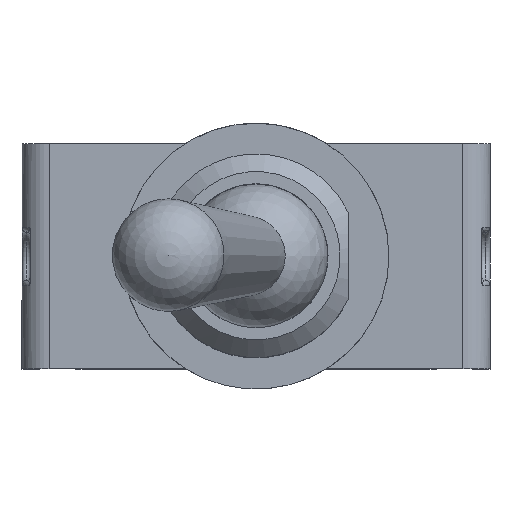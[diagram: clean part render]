
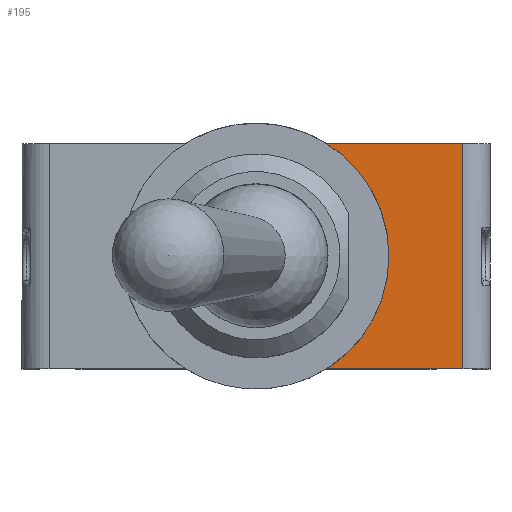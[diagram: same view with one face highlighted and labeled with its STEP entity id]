
A CAD part, top view. The second image highlights one B-rep face of the part: STEP entity #195.
In plain terms, the highlighted planar face has unit normal (0, 0, 1).
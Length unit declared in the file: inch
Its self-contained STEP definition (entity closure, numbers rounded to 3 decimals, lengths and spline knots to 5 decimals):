
#155=CARTESIAN_POINT('',(0.18991,0.11,0.30433));
#156=DIRECTION('',(0.0,0.0,1.0));
#157=DIRECTION('',(1.0,0.0,0.0));
#158=AXIS2_PLACEMENT_3D('',#155,#156,#157);
#159=PLANE('',#158);
#160=CARTESIAN_POINT('',(0.06285,0.1,0.30433));
#161=VERTEX_POINT('',#160);
#162=CARTESIAN_POINT('',(0.06285,-0.1,0.30433));
#163=VERTEX_POINT('',#162);
#164=CARTESIAN_POINT('',(0.,0.0,0.30433));
#165=DIRECTION('',(0.0,0.0,-1.0));
#166=DIRECTION('',(-1.0,0.0,0.0));
#167=AXIS2_PLACEMENT_3D('',#164,#165,#166);
#168=CIRCLE('',#167,0.11811);
#169=EDGE_CURVE('',#161,#163,#168,.T.);
#170=ORIENTED_EDGE('',*,*,#169,.T.);
#171=CARTESIAN_POINT('',(0.18386,-0.1,0.30433));
#172=VERTEX_POINT('',#171);
#173=CARTESIAN_POINT('',(0.18386,-0.1,0.30433));
#174=DIRECTION('',(-1.0,0.0,0.0));
#175=VECTOR('',#174,0.12101);
#176=LINE('',#173,#175);
#177=EDGE_CURVE('',#172,#163,#176,.T.);
#178=ORIENTED_EDGE('',*,*,#177,.F.);
#179=CARTESIAN_POINT('',(0.18386,0.1,0.30433));
#180=VERTEX_POINT('',#179);
#181=CARTESIAN_POINT('',(0.18386,0.1,0.30433));
#182=DIRECTION('',(0.0,-1.0,0.0));
#183=VECTOR('',#182,0.2);
#184=LINE('',#181,#183);
#185=EDGE_CURVE('',#180,#172,#184,.T.);
#186=ORIENTED_EDGE('',*,*,#185,.F.);
#187=CARTESIAN_POINT('',(0.06285,0.1,0.30433));
#188=DIRECTION('',(1.0,0.0,0.0));
#189=VECTOR('',#188,0.12101);
#190=LINE('',#187,#189);
#191=EDGE_CURVE('',#161,#180,#190,.T.);
#192=ORIENTED_EDGE('',*,*,#191,.F.);
#193=EDGE_LOOP('',(#170,#178,#186,#192));
#194=FACE_OUTER_BOUND('',#193,.T.);
#195=ADVANCED_FACE('',(#194),#159,.T.);
